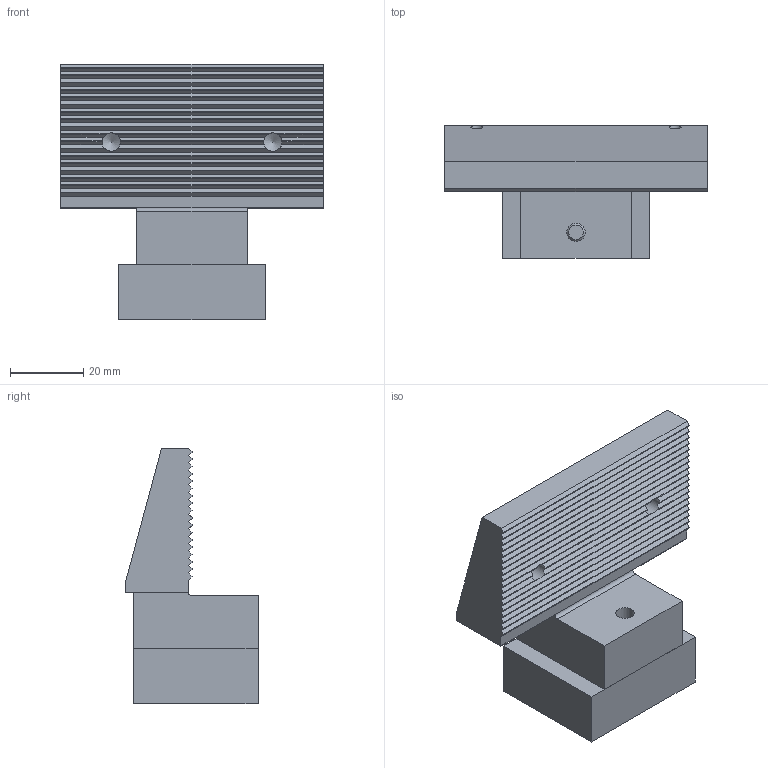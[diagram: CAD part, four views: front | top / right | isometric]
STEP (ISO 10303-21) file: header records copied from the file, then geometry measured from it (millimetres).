
FILE_DESCRIPTION( ( 'Unknown' ), '1' );
FILE_NAME( 'SVF-ABG04-72.stp', 'Unknown', ( 'Unknown' ), ( 'Unknown' ), 'PSStep 17.0.49', 'Unknown', ' ' );
FILE_SCHEMA( ( 'AUTOMOTIVE_DESIGN { 1 0 10303 214 1 1 1 1 }' ) );
Length unit declared in the file: millimetre
Products named in the file (4): Assem1; 4-01-CAPA-M6L15; 1-SVF-AB04-72-2; 1-SVF-ABG04-72-1
Assembly tree (4 placements, depth 2):
  Assem1
    4-01-CAPA-M6L15  x2
    1-SVF-AB04-72-2
    1-SVF-ABG04-72-1
Bounding box: 71.6 x 36 x 69.7 mm (x, y, z)
Volume: 70908.5 mm3; surface area: 20481.1 mm2
Topology: 4 solids, 4 shells, 248 faces, 595 edges, 357 vertices
Faces by surface type: plane 110, cylinder 69, cone 67, torus 2
Full cylindrical faces by diameter (mm): 3.3 x2, 5 x32, 6 x28, 6.5 x2, 10 x2, 11 x2
Entity records: 6315 total; most frequent: DIRECTION 847, CARTESIAN_POINT 820, ORIENTED_EDGE 728, EDGE_CURVE 364, AXIS2_PLACEMENT_3D 301, VERTEX_POINT 274, EDGE_LOOP 259, LINE 245
